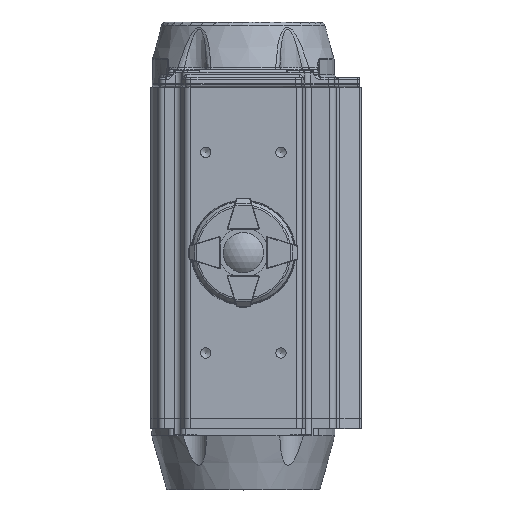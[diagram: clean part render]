
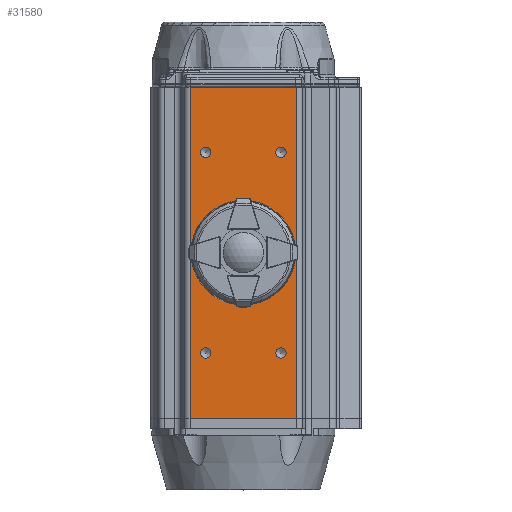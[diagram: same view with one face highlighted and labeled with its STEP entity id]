
A CAD part, top view. The second image highlights one B-rep face of the part: STEP entity #31580.
In plain terms, the highlighted face is planar.
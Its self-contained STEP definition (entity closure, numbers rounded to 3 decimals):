
#2231=CIRCLE('',#35871,11.25);
#2233=CIRCLE('',#35874,2.067);
#2235=CIRCLE('',#35877,2.067);
#2237=CIRCLE('',#35880,2.067);
#2239=CIRCLE('',#35883,2.067);
#12696=ORIENTED_EDGE('',*,*,#17353,.F.);
#12697=ORIENTED_EDGE('',*,*,#17407,.T.);
#12698=ORIENTED_EDGE('',*,*,#17380,.T.);
#12699=ORIENTED_EDGE('',*,*,#17406,.F.);
#12700=ORIENTED_EDGE('',*,*,#17302,.T.);
#12701=ORIENTED_EDGE('',*,*,#17304,.T.);
#12702=ORIENTED_EDGE('',*,*,#17306,.T.);
#12703=ORIENTED_EDGE('',*,*,#17308,.T.);
#12704=ORIENTED_EDGE('',*,*,#17310,.T.);
#17302=EDGE_CURVE('',#20373,#20373,#2231,.T.);
#17304=EDGE_CURVE('',#20375,#20375,#2233,.T.);
#17306=EDGE_CURVE('',#20377,#20377,#2235,.T.);
#17308=EDGE_CURVE('',#20379,#20379,#2237,.T.);
#17310=EDGE_CURVE('',#20381,#20381,#2239,.T.);
#17353=EDGE_CURVE('',#20437,#20438,#22352,.T.);
#17380=EDGE_CURVE('',#20465,#20464,#22364,.T.);
#17406=EDGE_CURVE('',#20438,#20464,#22381,.T.);
#17407=EDGE_CURVE('',#20437,#20465,#22382,.T.);
#20373=VERTEX_POINT('',#69157);
#20375=VERTEX_POINT('',#69162);
#20377=VERTEX_POINT('',#69167);
#20379=VERTEX_POINT('',#69172);
#20381=VERTEX_POINT('',#69177);
#20437=VERTEX_POINT('',#69315);
#20438=VERTEX_POINT('',#69317);
#20464=VERTEX_POINT('',#69370);
#20465=VERTEX_POINT('',#69372);
#22352=LINE('',#69316,#24234);
#22364=LINE('',#69371,#24246);
#22381=LINE('',#69431,#24263);
#22382=LINE('',#69433,#24264);
#24234=VECTOR('',#43713,1000.);
#24246=VECTOR('',#43757,1000.);
#24263=VECTOR('',#43814,1000.);
#24264=VECTOR('',#43817,1000.);
#26564=EDGE_LOOP('',(#12696,#12697,#12698,#12699));
#26565=EDGE_LOOP('',(#12700));
#26566=EDGE_LOOP('',(#12701));
#26567=EDGE_LOOP('',(#12702));
#26568=EDGE_LOOP('',(#12703));
#26569=EDGE_LOOP('',(#12704));
#28941=FACE_BOUND('',#26564,.T.);
#28942=FACE_BOUND('',#26565,.T.);
#28943=FACE_BOUND('',#26566,.T.);
#28944=FACE_BOUND('',#26567,.T.);
#28945=FACE_BOUND('',#26568,.T.);
#28946=FACE_BOUND('',#26569,.T.);
#29707=PLANE('',#35990);
#31580=ADVANCED_FACE('',(#28941,#28942,#28943,#28944,#28945,#28946),#29707,
 .T.);
#35871=AXIS2_PLACEMENT_3D('',#69156,#43539,#43540);
#35874=AXIS2_PLACEMENT_3D('',#69161,#43545,#43546);
#35877=AXIS2_PLACEMENT_3D('',#69166,#43551,#43552);
#35880=AXIS2_PLACEMENT_3D('',#69171,#43557,#43558);
#35883=AXIS2_PLACEMENT_3D('',#69176,#43563,#43564);
#35990=AXIS2_PLACEMENT_3D('',#69432,#43815,#43816);
#43539=DIRECTION('',(0.,-1.,0.));
#43540=DIRECTION('',(-1.,0.,0.));
#43545=DIRECTION('',(0.,-1.,0.));
#43546=DIRECTION('',(-1.,0.,0.));
#43551=DIRECTION('',(0.,-1.,0.));
#43552=DIRECTION('',(-1.,0.,0.));
#43557=DIRECTION('',(0.,-1.,0.));
#43558=DIRECTION('',(-1.,0.,0.));
#43563=DIRECTION('',(0.,-1.,0.));
#43564=DIRECTION('',(-1.,0.,0.));
#43713=DIRECTION('',(-1.,0.,0.));
#43757=DIRECTION('',(-1.,0.,0.));
#43814=DIRECTION('',(0.,0.,-1.));
#43815=DIRECTION('',(0.,1.,0.));
#43816=DIRECTION('',(1.,0.,0.));
#43817=DIRECTION('',(0.,0.,-1.));
#69156=CARTESIAN_POINT('',(0.,44.529,66.));
#69157=CARTESIAN_POINT('',(-11.25,44.529,66.));
#69161=CARTESIAN_POINT('',(15.,44.529,26.));
#69162=CARTESIAN_POINT('',(12.933,44.529,26.));
#69166=CARTESIAN_POINT('',(-15.,44.529,26.));
#69167=CARTESIAN_POINT('',(-17.067,44.529,26.));
#69171=CARTESIAN_POINT('',(-15.,44.529,106.));
#69172=CARTESIAN_POINT('',(-17.067,44.529,106.));
#69176=CARTESIAN_POINT('',(15.,44.529,106.));
#69177=CARTESIAN_POINT('',(12.933,44.529,106.));
#69315=CARTESIAN_POINT('',(21.249,44.529,132.));
#69316=CARTESIAN_POINT('',(5.25,44.529,132.));
#69317=CARTESIAN_POINT('',(-21.249,44.529,132.));
#69370=CARTESIAN_POINT('',(-21.249,44.529,0.));
#69371=CARTESIAN_POINT('',(5.25,44.529,0.));
#69372=CARTESIAN_POINT('',(21.249,44.529,0.));
#69431=CARTESIAN_POINT('',(-21.249,44.529,0.));
#69432=CARTESIAN_POINT('',(21.249,44.529,0.));
#69433=CARTESIAN_POINT('',(21.249,44.529,0.));
